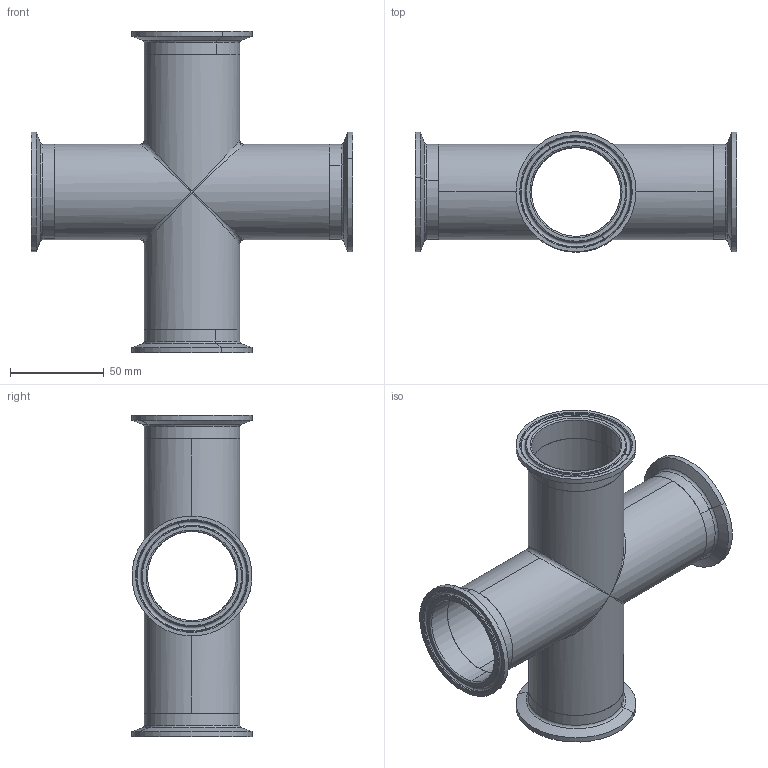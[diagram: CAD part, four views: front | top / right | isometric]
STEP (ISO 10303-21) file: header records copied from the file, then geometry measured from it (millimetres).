
FILE_DESCRIPTION (( 'STEP AP214' ), '1' );
FILE_NAME ('DT18C 50.8 B.STEP', '2014-03-19T04:05:13', ( '' ), ( '' ), 'SwSTEP 2.0', 'SolidWorks 2013', '' );
FILE_SCHEMA (( 'AUTOMOTIVE_DESIGN' ));
Length unit declared in the file: inch
Products named in the file (3): DT18C 50.8; DT18C 50.8 B; 18C 50.8
Assembly tree (5 placements, depth 2):
  DT18C 50.8 B
    DT18C 50.8
    18C 50.8  x4
Bounding box: 171.4 x 63.91 x 171.4 mm (x, y, z)
Volume: 87681.5 mm3; surface area: 98743.4 mm2
Topology: 5 solids, 5 shells, 136 faces, 296 edges, 156 vertices
Faces by surface type: torus 48, cylinder 40, cone 24, plane 16, bspline 8
Entity records: 2406 total; most frequent: CARTESIAN_POINT 1151, DIRECTION 254, ORIENTED_EDGE 236, EDGE_CURVE 118, AXIS2_PLACEMENT_3D 113, VERTEX_POINT 66, EDGE_LOOP 62, CIRCLE 58
